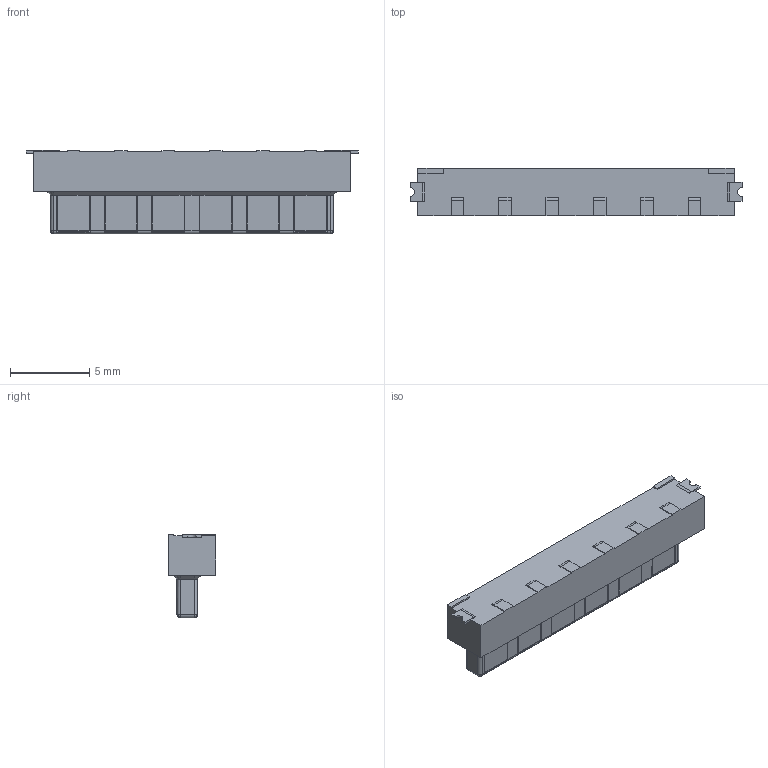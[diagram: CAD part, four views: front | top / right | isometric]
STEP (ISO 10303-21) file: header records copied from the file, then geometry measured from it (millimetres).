
FILE_DESCRIPTION (( 'STEP AP214' ), '1' );
FILE_NAME ('AVX-13-9159-006-101-916.STEP', '2019-03-05T07:03:04', ( '' ), ( '' ), 'SwSTEP 2.0', 'SolidWorks 2019', '' );
FILE_SCHEMA (( 'AUTOMOTIVE_DESIGN' ));
Length unit declared in the file: millimetre
Products named in the file (2): AVX-13-9159-006-101-916; AVX-13-9159-006-101-916_13-9159-006-101-X16
Assembly tree (1 placements, depth 2):
  AVX-13-9159-006-101-916
    AVX-13-9159-006-101-916_13-9159-006-101-X16
Bounding box: 21 x 3 x 5.3 mm (x, y, z)
Volume: 214.1 mm3; surface area: 335 mm2
Topology: 1 solids, 1 shells, 187 faces, 521 edges, 334 vertices
Faces by surface type: plane 134, cylinder 41, bspline 8, cone 4
Entity records: 6045 total; most frequent: CARTESIAN_POINT 1218, ORIENTED_EDGE 1026, DIRECTION 955, EDGE_CURVE 513, VECTOR 397, LINE 397, VERTEX_POINT 334, AXIS2_PLACEMENT_3D 279
